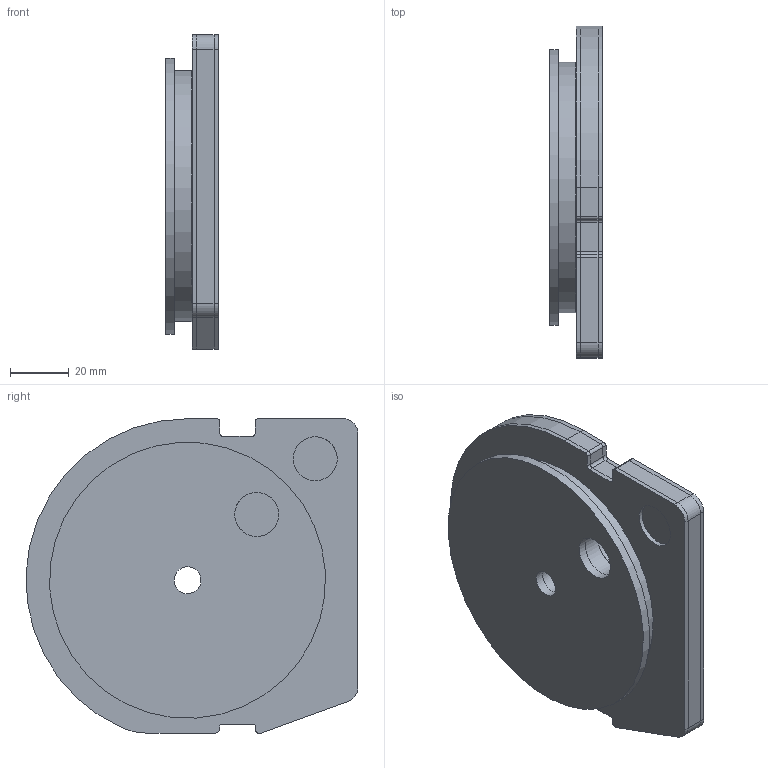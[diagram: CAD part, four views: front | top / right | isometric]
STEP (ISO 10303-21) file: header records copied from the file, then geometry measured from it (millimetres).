
FILE_DESCRIPTION(/* description */ (''),/* implementation_level */ '2;1');
FILE_NAME(/* name */ 'Electronics Endcap Starboard Assembly.stp',/* time_stamp */ '2015-01-16T15:54:19-08:00',/* author */ ('Evil Brian'),/* organization */ (''),/* preprocessor_version */ 'ST-DEVELOPER v15.6',/* originating_system */ 'Autodesk Inventor 2015',/* authorisation */ '');
FILE_SCHEMA (('AUTOMOTIVE_DESIGN { 1 0 10303 214 3 1 1 }'));
Products named in the file (6): Electronics Endcaps Outer Gland Wall; Electronics Endcaps Inner Gland; Electronics Endcaps Inner Flange; Electronics Endcaps Middle Flange; Electronics Endcaps Outer Flange; Electronics Endcap Starboard Assembly
Bounding box: 18 x 112.96 x 107.1 mm (x, y, z)
Volume: 141649 mm3; surface area: 92335.2 mm2
Topology: 5 solids, 5 shells, 94 faces, 252 edges, 168 vertices
Faces by surface type: cylinder 49, plane 45
Full cylindrical faces by diameter (mm): 9.18 x2, 15 x4, 20 x3, 85.5 x1, 94 x1
Entity records: 3103 total; most frequent: DIRECTION 549, CARTESIAN_POINT 514, ORIENTED_EDGE 482, EDGE_CURVE 241, AXIS2_PLACEMENT_3D 203, VERTEX_POINT 168, LINE 143, VECTOR 143
